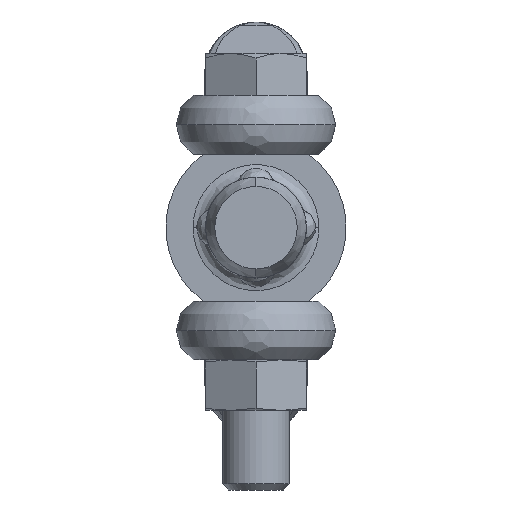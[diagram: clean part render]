
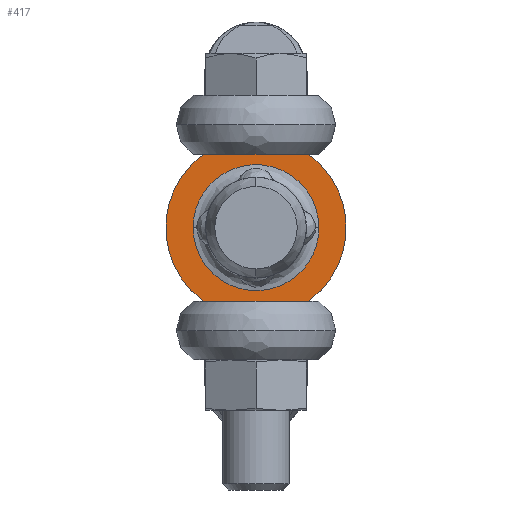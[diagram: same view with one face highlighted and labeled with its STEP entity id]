
A CAD part, left-side view. The second image highlights one B-rep face of the part: STEP entity #417.
In plain terms, the highlighted planar face has unit normal (-1, 0, 0).
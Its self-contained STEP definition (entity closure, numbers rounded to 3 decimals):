
#417=ADVANCED_FACE('',(#872,#873),#874,.T.);
#872=FACE_BOUND('',#2789,.T.);
#873=FACE_OUTER_BOUND('',#2790,.T.);
#874=PLANE('',#2791);
#2789=EDGE_LOOP('',(#4145,#4146));
#2790=EDGE_LOOP('',(#4147,#4148,#4149,#4150));
#2791=AXIS2_PLACEMENT_3D('',#4151,#4152,#4153);
#4145=ORIENTED_EDGE('',*,*,#5010,.F.);
#4146=ORIENTED_EDGE('',*,*,#5024,.F.);
#4147=ORIENTED_EDGE('',*,*,#4628,.T.);
#4148=ORIENTED_EDGE('',*,*,#4778,.T.);
#4149=ORIENTED_EDGE('',*,*,#5025,.T.);
#4150=ORIENTED_EDGE('',*,*,#5026,.T.);
#4151=CARTESIAN_POINT('',(0.,-9.125,0.));
#4152=DIRECTION('',(-1.0,0.0,0.0));
#4153=DIRECTION('',(0.0,0.0,1.0));
#4628=EDGE_CURVE('',#5220,#5221,#5222,.T.);
#4778=EDGE_CURVE('',#5221,#5471,#5473,.T.);
#5010=EDGE_CURVE('',#5791,#5792,#5793,.T.);
#5024=EDGE_CURVE('',#5792,#5791,#5810,.T.);
#5025=EDGE_CURVE('',#5471,#5811,#5812,.T.);
#5026=EDGE_CURVE('',#5811,#5220,#5813,.T.);
#5220=VERTEX_POINT('',#6188);
#5221=VERTEX_POINT('',#6189);
#5222=LINE('',#6190,#6191);
#5471=VERTEX_POINT('',#6877);
#5473=CIRCLE('',#6880,10.75);
#5791=VERTEX_POINT('',#8079);
#5792=VERTEX_POINT('',#8080);
#5793=(B_SPLINE_CURVE(3,(#8082,#8083,#8084,#8085),.UNSPECIFIED.,.F.,.F.)B_SPLINE_CURVE_WITH_KNOTS((4,4),(0.0,0.5),.UNSPECIFIED.)RATIONAL_B_SPLINE_CURVE((1.0,0.333,0.333,1.0))BOUNDED_CURVE()REPRESENTATION_ITEM('')GEOMETRIC_REPRESENTATION_ITEM()CURVE());
#5810=(B_SPLINE_CURVE(3,(#8139,#8140,#8141,#8142),.UNSPECIFIED.,.F.,.F.)B_SPLINE_CURVE_WITH_KNOTS((4,4),(0.5,1.0),.UNSPECIFIED.)RATIONAL_B_SPLINE_CURVE((1.0,0.333,0.333,1.0))BOUNDED_CURVE()REPRESENTATION_ITEM('')GEOMETRIC_REPRESENTATION_ITEM()CURVE());
#5811=VERTEX_POINT('',#8149);
#5812=LINE('',#8150,#8151);
#5813=CIRCLE('',#8152,10.75);
#6188=CARTESIAN_POINT('',(0.,6.245,-8.75));
#6189=CARTESIAN_POINT('',(0.,-6.245,-8.75));
#6190=CARTESIAN_POINT('',(0.,-9.125,-8.75));
#6191=VECTOR('',#8440,1000.0);
#6877=CARTESIAN_POINT('',(0.,-6.245,8.75));
#6880=AXIS2_PLACEMENT_3D('',#8628,#8629,#8630);
#8079=CARTESIAN_POINT('',(0.,-7.5,0.));
#8080=CARTESIAN_POINT('',(0.,7.5,0.));
#8082=CARTESIAN_POINT('',(0.,-7.5,0.));
#8083=CARTESIAN_POINT('',(0.,-7.5,15.));
#8084=CARTESIAN_POINT('',(0.,7.5,15.));
#8085=CARTESIAN_POINT('',(0.,7.5,0.));
#8139=CARTESIAN_POINT('',(0.,7.5,0.));
#8140=CARTESIAN_POINT('',(0.,7.5,-15.));
#8141=CARTESIAN_POINT('',(0.,-7.5,-15.));
#8142=CARTESIAN_POINT('',(0.,-7.5,0.));
#8149=CARTESIAN_POINT('',(0.,6.245,8.75));
#8150=CARTESIAN_POINT('',(0.,-9.125,8.75));
#8151=VECTOR('',#8891,1000.0);
#8152=AXIS2_PLACEMENT_3D('',#8892,#8893,#8894);
#8440=DIRECTION('',(0.0,-1.0,0.0));
#8628=CARTESIAN_POINT('',(0.,0.,0.));
#8629=DIRECTION('',(-1.0,0.0,0.0));
#8630=DIRECTION('',(0.0,0.0,-1.0));
#8891=DIRECTION('',(0.0,1.0,0.0));
#8892=CARTESIAN_POINT('',(0.,0.,0.));
#8893=DIRECTION('',(-1.0,0.0,0.0));
#8894=DIRECTION('',(0.0,0.0,-1.0));
